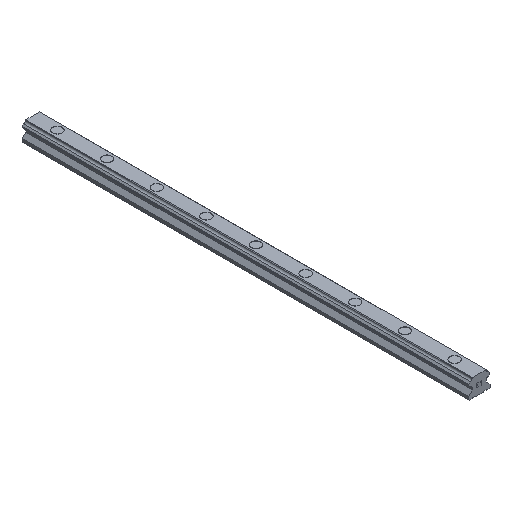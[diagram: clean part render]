
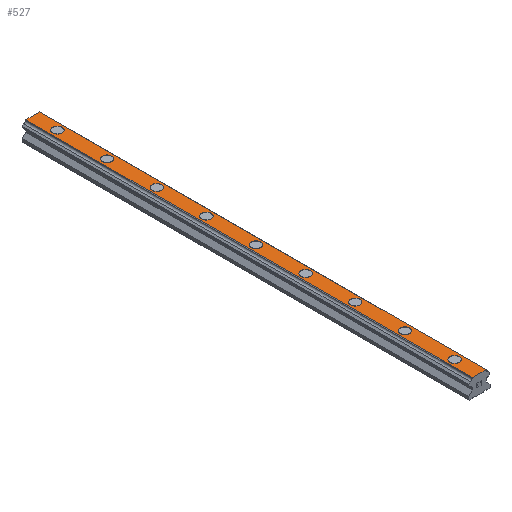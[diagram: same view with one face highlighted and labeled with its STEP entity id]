
A CAD part, isometric view. The second image highlights one B-rep face of the part: STEP entity #527.
In plain terms, the highlighted planar face has unit normal (0, 0, 1).
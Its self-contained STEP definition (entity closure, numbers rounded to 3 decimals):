
#527=ADVANCED_FACE('',(#1085,#1086,#1087,#1088,#1089,#1090,#1091,#1092,#1093,#1094),#1095,.T.);
#1085=FACE_BOUND('',#1658,.T.);
#1086=FACE_BOUND('',#1659,.T.);
#1087=FACE_BOUND('',#1660,.T.);
#1088=FACE_BOUND('',#1661,.T.);
#1089=FACE_BOUND('',#1662,.T.);
#1090=FACE_BOUND('',#1663,.T.);
#1091=FACE_BOUND('',#1664,.T.);
#1092=FACE_BOUND('',#1665,.T.);
#1093=FACE_BOUND('',#1666,.T.);
#1094=FACE_OUTER_BOUND('',#1667,.T.);
#1095=PLANE('',#1668);
#1658=EDGE_LOOP('',(#3153,#3154));
#1659=EDGE_LOOP('',(#3155,#3156));
#1660=EDGE_LOOP('',(#3157,#3158));
#1661=EDGE_LOOP('',(#3159,#3160));
#1662=EDGE_LOOP('',(#3161,#3162));
#1663=EDGE_LOOP('',(#3163,#3164));
#1664=EDGE_LOOP('',(#3165,#3166));
#1665=EDGE_LOOP('',(#3167,#3168));
#1666=EDGE_LOOP('',(#3169,#3170));
#1667=EDGE_LOOP('',(#3171,#3172,#3173,#3174));
#1668=AXIS2_PLACEMENT_3D('',#3175,#3176,#3177);
#3153=ORIENTED_EDGE('',*,*,#3386,.T.);
#3154=ORIENTED_EDGE('',*,*,#3795,.T.);
#3155=ORIENTED_EDGE('',*,*,#3376,.T.);
#3156=ORIENTED_EDGE('',*,*,#3801,.T.);
#3157=ORIENTED_EDGE('',*,*,#3366,.T.);
#3158=ORIENTED_EDGE('',*,*,#3807,.T.);
#3159=ORIENTED_EDGE('',*,*,#3356,.T.);
#3160=ORIENTED_EDGE('',*,*,#3813,.T.);
#3161=ORIENTED_EDGE('',*,*,#3346,.T.);
#3162=ORIENTED_EDGE('',*,*,#3819,.T.);
#3163=ORIENTED_EDGE('',*,*,#3336,.T.);
#3164=ORIENTED_EDGE('',*,*,#3825,.T.);
#3165=ORIENTED_EDGE('',*,*,#3326,.T.);
#3166=ORIENTED_EDGE('',*,*,#3831,.T.);
#3167=ORIENTED_EDGE('',*,*,#3316,.T.);
#3168=ORIENTED_EDGE('',*,*,#3837,.T.);
#3169=ORIENTED_EDGE('',*,*,#3306,.T.);
#3170=ORIENTED_EDGE('',*,*,#3843,.T.);
#3171=ORIENTED_EDGE('',*,*,#3778,.T.);
#3172=ORIENTED_EDGE('',*,*,#3882,.F.);
#3173=ORIENTED_EDGE('',*,*,#3659,.T.);
#3174=ORIENTED_EDGE('',*,*,#3880,.T.);
#3175=CARTESIAN_POINT('',(7.2,945.0,38.));
#3176=DIRECTION('',(0.0,0.0,1.0));
#3177=DIRECTION('',(-1.0,0.0,0.0));
#3306=EDGE_CURVE('',#3926,#3923,#3927,.T.);
#3316=EDGE_CURVE('',#3944,#3941,#3945,.T.);
#3326=EDGE_CURVE('',#3962,#3959,#3963,.T.);
#3336=EDGE_CURVE('',#3980,#3977,#3981,.T.);
#3346=EDGE_CURVE('',#3998,#3995,#3999,.T.);
#3356=EDGE_CURVE('',#4016,#4013,#4017,.T.);
#3366=EDGE_CURVE('',#4034,#4031,#4035,.T.);
#3376=EDGE_CURVE('',#4052,#4049,#4053,.T.);
#3386=EDGE_CURVE('',#4070,#4067,#4071,.T.);
#3659=EDGE_CURVE('',#4474,#4472,#4475,.T.);
#3778=EDGE_CURVE('',#4667,#4665,#4668,.T.);
#3795=EDGE_CURVE('',#4067,#4070,#4699,.T.);
#3801=EDGE_CURVE('',#4049,#4052,#4705,.T.);
#3807=EDGE_CURVE('',#4031,#4034,#4711,.T.);
#3813=EDGE_CURVE('',#4013,#4016,#4717,.T.);
#3819=EDGE_CURVE('',#3995,#3998,#4723,.T.);
#3825=EDGE_CURVE('',#3977,#3980,#4729,.T.);
#3831=EDGE_CURVE('',#3959,#3962,#4735,.T.);
#3837=EDGE_CURVE('',#3941,#3944,#4741,.T.);
#3843=EDGE_CURVE('',#3923,#3926,#4747,.T.);
#3880=EDGE_CURVE('',#4472,#4667,#4784,.T.);
#3882=EDGE_CURVE('',#4474,#4665,#4786,.T.);
#3923=VERTEX_POINT('',#4829);
#3926=VERTEX_POINT('',#4833);
#3927=CIRCLE('',#4834,10.0);
#3941=VERTEX_POINT('',#4851);
#3944=VERTEX_POINT('',#4855);
#3945=CIRCLE('',#4856,10.0);
#3959=VERTEX_POINT('',#4873);
#3962=VERTEX_POINT('',#4877);
#3963=CIRCLE('',#4878,10.0);
#3977=VERTEX_POINT('',#4895);
#3980=VERTEX_POINT('',#4899);
#3981=CIRCLE('',#4900,10.0);
#3995=VERTEX_POINT('',#4917);
#3998=VERTEX_POINT('',#4921);
#3999=CIRCLE('',#4922,10.0);
#4013=VERTEX_POINT('',#4939);
#4016=VERTEX_POINT('',#4943);
#4017=CIRCLE('',#4944,10.0);
#4031=VERTEX_POINT('',#4961);
#4034=VERTEX_POINT('',#4965);
#4035=CIRCLE('',#4966,10.0);
#4049=VERTEX_POINT('',#4983);
#4052=VERTEX_POINT('',#4987);
#4053=CIRCLE('',#4988,10.0);
#4067=VERTEX_POINT('',#5005);
#4070=VERTEX_POINT('',#5009);
#4071=CIRCLE('',#5010,10.0);
#4472=VERTEX_POINT('',#5557);
#4474=VERTEX_POINT('',#5560);
#4475=LINE('',#5561,#5562);
#4665=VERTEX_POINT('',#5841);
#4667=VERTEX_POINT('',#5844);
#4668=LINE('',#5845,#5846);
#4699=CIRCLE('',#5890,10.0);
#4705=CIRCLE('',#5896,10.0);
#4711=CIRCLE('',#5902,10.0);
#4717=CIRCLE('',#5908,10.0);
#4723=CIRCLE('',#5914,10.0);
#4729=CIRCLE('',#5920,10.0);
#4735=CIRCLE('',#5926,10.0);
#4741=CIRCLE('',#5932,10.0);
#4747=CIRCLE('',#5938,10.0);
#4784=LINE('',#5991,#5992);
#4786=LINE('',#5994,#5995);
#4829=CARTESIAN_POINT('',(10.0,52.5,38.));
#4833=CARTESIAN_POINT('',(-10.0,52.5,38.));
#4834=AXIS2_PLACEMENT_3D('',#6049,#6050,#6051);
#4851=CARTESIAN_POINT('',(10.0,157.5,38.));
#4855=CARTESIAN_POINT('',(-10.0,157.5,38.));
#4856=AXIS2_PLACEMENT_3D('',#6065,#6066,#6067);
#4873=CARTESIAN_POINT('',(10.0,262.5,38.));
#4877=CARTESIAN_POINT('',(-10.0,262.5,38.));
#4878=AXIS2_PLACEMENT_3D('',#6081,#6082,#6083);
#4895=CARTESIAN_POINT('',(10.0,367.5,38.));
#4899=CARTESIAN_POINT('',(-10.0,367.5,38.));
#4900=AXIS2_PLACEMENT_3D('',#6097,#6098,#6099);
#4917=CARTESIAN_POINT('',(10.0,472.5,38.));
#4921=CARTESIAN_POINT('',(-10.0,472.5,38.));
#4922=AXIS2_PLACEMENT_3D('',#6113,#6114,#6115);
#4939=CARTESIAN_POINT('',(10.0,577.5,38.));
#4943=CARTESIAN_POINT('',(-10.0,577.5,38.));
#4944=AXIS2_PLACEMENT_3D('',#6129,#6130,#6131);
#4961=CARTESIAN_POINT('',(10.0,682.5,38.));
#4965=CARTESIAN_POINT('',(-10.0,682.5,38.));
#4966=AXIS2_PLACEMENT_3D('',#6145,#6146,#6147);
#4983=CARTESIAN_POINT('',(10.0,787.5,38.));
#4987=CARTESIAN_POINT('',(-10.0,787.5,38.));
#4988=AXIS2_PLACEMENT_3D('',#6161,#6162,#6163);
#5005=CARTESIAN_POINT('',(10.0,892.5,38.));
#5009=CARTESIAN_POINT('',(-10.0,892.5,38.));
#5010=AXIS2_PLACEMENT_3D('',#6177,#6178,#6179);
#5557=CARTESIAN_POINT('',(-14.4,945.0,38.));
#5560=CARTESIAN_POINT('',(14.4,945.0,38.));
#5561=CARTESIAN_POINT('',(14.4,945.0,38.));
#5562=VECTOR('',#6471,1.0);
#5841=CARTESIAN_POINT('',(14.4,0.0,38.));
#5844=CARTESIAN_POINT('',(-14.4,0.0,38.));
#5845=CARTESIAN_POINT('',(0.0,0.0,38.));
#5846=VECTOR('',#6574,1.0);
#5890=AXIS2_PLACEMENT_3D('',#6594,#6595,#6596);
#5896=AXIS2_PLACEMENT_3D('',#6603,#6604,#6605);
#5902=AXIS2_PLACEMENT_3D('',#6612,#6613,#6614);
#5908=AXIS2_PLACEMENT_3D('',#6621,#6622,#6623);
#5914=AXIS2_PLACEMENT_3D('',#6630,#6631,#6632);
#5920=AXIS2_PLACEMENT_3D('',#6639,#6640,#6641);
#5926=AXIS2_PLACEMENT_3D('',#6648,#6649,#6650);
#5932=AXIS2_PLACEMENT_3D('',#6657,#6658,#6659);
#5938=AXIS2_PLACEMENT_3D('',#6666,#6667,#6668);
#5991=CARTESIAN_POINT('',(-14.4,945.0,38.));
#5992=VECTOR('',#6691,1.0);
#5994=CARTESIAN_POINT('',(14.4,945.0,38.));
#5995=VECTOR('',#6692,1.0);
#6049=CARTESIAN_POINT('',(0.0,52.5,38.));
#6050=DIRECTION('',(0.0,0.0,-1.0));
#6051=DIRECTION('',(1.0,0.0,0.0));
#6065=CARTESIAN_POINT('',(0.0,157.5,38.));
#6066=DIRECTION('',(0.0,0.0,-1.0));
#6067=DIRECTION('',(1.0,0.0,0.0));
#6081=CARTESIAN_POINT('',(0.0,262.5,38.));
#6082=DIRECTION('',(0.0,0.0,-1.0));
#6083=DIRECTION('',(1.0,0.0,0.0));
#6097=CARTESIAN_POINT('',(0.0,367.5,38.));
#6098=DIRECTION('',(0.0,0.0,-1.0));
#6099=DIRECTION('',(1.0,0.0,0.0));
#6113=CARTESIAN_POINT('',(0.0,472.5,38.));
#6114=DIRECTION('',(0.0,0.0,-1.0));
#6115=DIRECTION('',(1.0,0.0,0.0));
#6129=CARTESIAN_POINT('',(0.0,577.5,38.));
#6130=DIRECTION('',(0.0,0.0,-1.0));
#6131=DIRECTION('',(1.0,0.0,0.0));
#6145=CARTESIAN_POINT('',(0.0,682.5,38.));
#6146=DIRECTION('',(0.0,0.0,-1.0));
#6147=DIRECTION('',(1.0,0.0,0.0));
#6161=CARTESIAN_POINT('',(0.0,787.5,38.));
#6162=DIRECTION('',(0.0,0.0,-1.0));
#6163=DIRECTION('',(1.0,0.0,0.0));
#6177=CARTESIAN_POINT('',(0.0,892.5,38.));
#6178=DIRECTION('',(0.0,0.0,-1.0));
#6179=DIRECTION('',(1.0,0.0,0.0));
#6471=DIRECTION('',(-1.0,0.0,0.0));
#6574=DIRECTION('',(1.0,0.0,0.0));
#6594=CARTESIAN_POINT('',(0.0,892.5,38.));
#6595=DIRECTION('',(0.0,0.0,-1.0));
#6596=DIRECTION('',(1.0,0.0,0.0));
#6603=CARTESIAN_POINT('',(0.0,787.5,38.));
#6604=DIRECTION('',(0.0,0.0,-1.0));
#6605=DIRECTION('',(1.0,0.0,0.0));
#6612=CARTESIAN_POINT('',(0.0,682.5,38.));
#6613=DIRECTION('',(0.0,0.0,-1.0));
#6614=DIRECTION('',(1.0,0.0,0.0));
#6621=CARTESIAN_POINT('',(0.0,577.5,38.));
#6622=DIRECTION('',(0.0,0.0,-1.0));
#6623=DIRECTION('',(1.0,0.0,0.0));
#6630=CARTESIAN_POINT('',(0.0,472.5,38.));
#6631=DIRECTION('',(0.0,0.0,-1.0));
#6632=DIRECTION('',(1.0,0.0,0.0));
#6639=CARTESIAN_POINT('',(0.0,367.5,38.));
#6640=DIRECTION('',(0.0,0.0,-1.0));
#6641=DIRECTION('',(1.0,0.0,0.0));
#6648=CARTESIAN_POINT('',(0.0,262.5,38.));
#6649=DIRECTION('',(0.0,0.0,-1.0));
#6650=DIRECTION('',(1.0,0.0,0.0));
#6657=CARTESIAN_POINT('',(0.0,157.5,38.));
#6658=DIRECTION('',(0.0,0.0,-1.0));
#6659=DIRECTION('',(1.0,0.0,0.0));
#6666=CARTESIAN_POINT('',(0.0,52.5,38.));
#6667=DIRECTION('',(0.0,0.0,-1.0));
#6668=DIRECTION('',(1.0,0.0,0.0));
#6691=DIRECTION('',(0.0,-1.0,0.0));
#6692=DIRECTION('',(0.0,-1.0,0.0));
